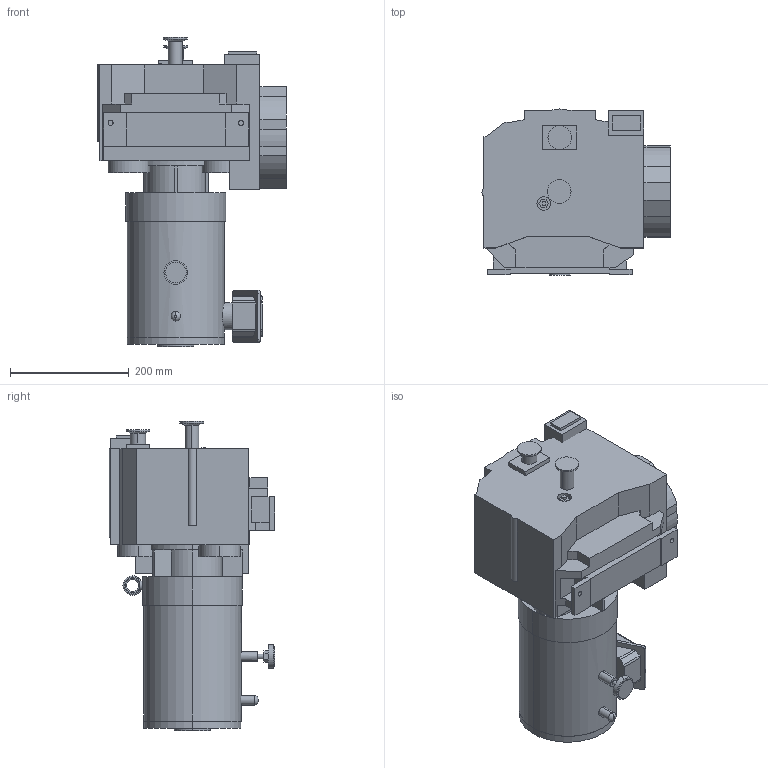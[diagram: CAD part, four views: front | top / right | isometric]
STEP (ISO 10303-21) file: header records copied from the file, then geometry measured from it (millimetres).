
FILE_DESCRIPTION (( 'STEP AP203' ), '1' );
FILE_NAME ('DVSL-500E_501E.STEP', '2015-12-21T10:35:38', ( 'admin' ), ( 'Microsoft' ), 'SwSTEP 2.0', 'SolidWorks 2014', '' );
FILE_SCHEMA (( 'CONFIG_CONTROL_DESIGN' ));
Length unit declared in the file: millimetre
Products named in the file (6): DVSL-500C_pump_蹬怮椔; DVSL-500C_Brgcase_蹬怮椔; DVSL-500E_501E; DVSL-500E_s-motor_蹬怮椔; ISP_t-box_蹬怮椔; DVSL-500C_h-meter_蹬怮椔
Assembly tree (5 placements, depth 2):
  DVSL-500E_501E
    DVSL-500C_pump_蹬怮椔
    DVSL-500C_Brgcase_蹬怮椔
    DVSL-500E_s-motor_蹬怮椔
    ISP_t-box_蹬怮椔
    DVSL-500C_h-meter_蹬怮椔
Bounding box: 317.33 x 279.5 x 521.2 mm (x, y, z)
Volume: 18303380.2 mm3; surface area: 689258.1 mm2
Topology: 5 solids, 5 shells, 282 faces, 706 edges, 456 vertices
Faces by surface type: plane 169, cylinder 89, torus 12, bspline 8, cone 4
Entity records: 9497 total; most frequent: CARTESIAN_POINT 2077, DIRECTION 1416, ORIENTED_EDGE 1412, EDGE_CURVE 706, LINE 480, VECTOR 480, AXIS2_PLACEMENT_3D 468, VERTEX_POINT 456
